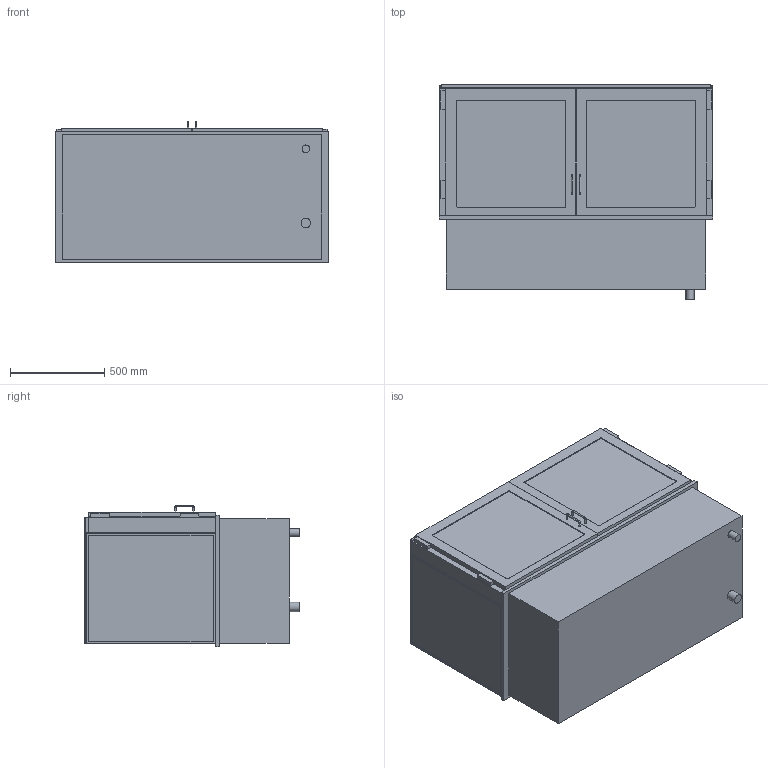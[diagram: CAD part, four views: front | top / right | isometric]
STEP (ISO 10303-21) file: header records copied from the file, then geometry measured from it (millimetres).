
FILE_DESCRIPTION(/* description */ ('Einbaukühlvitrine: zentralgekühlt'),/* implementation_level */ '2;1');
FILE_NAME(/* name */ '3D-AKE-00007150.stp',/* time_stamp */ '2025-01-29T14:16:25+01:00',/* author */ ('marina.schachner'),/* organization */ (''),/* preprocessor_version */ 'ST-DEVELOPER v20',/* originating_system */ 'Autodesk Inventor 2024',/* authorisation */ '');
FILE_SCHEMA (('AUTOMOTIVE_DESIGN { 1 0 10303 214 3 1 1 }'));
Length unit declared in the file: millimetre
Products named in the file (1): 3D-AKE-00007150
Bounding box: 1450 x 1140 x 747 mm (x, y, z)
Volume: 230876301.9 mm3; surface area: 24637335.5 mm2
Topology: 52 solids, 52 shells, 549 faces, 1280 edges, 848 vertices
Faces by surface type: plane 471, cylinder 74, torus 4
Full cylindrical faces by diameter (mm): 8 x6, 40 x1, 50 x1
Entity records: 15451 total; most frequent: CARTESIAN_POINT 2678, ORIENTED_EDGE 2560, DIRECTION 2524, EDGE_CURVE 1280, LINE 1136, VECTOR 1136, VERTEX_POINT 848, AXIS2_PLACEMENT_3D 694
